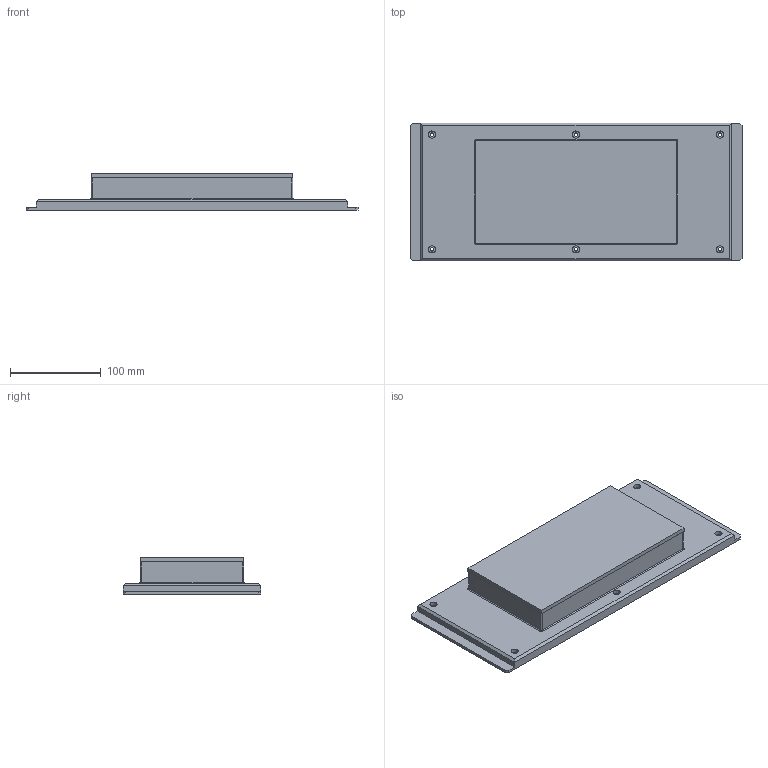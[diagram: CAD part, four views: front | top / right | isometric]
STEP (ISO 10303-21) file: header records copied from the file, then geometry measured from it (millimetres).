
FILE_DESCRIPTION (( 'STEP AP203' ), '1' );
FILE_NAME ('ccp-22.STEP', '2016-06-21T20:24:35', ( '' ), ( '' ), 'SwSTEP 2.0', 'SolidWorks 2016', '' );
FILE_SCHEMA (( 'CONFIG_CONTROL_DESIGN' ));
Length unit declared in the file: inch
Products named in the file (1): ccp-22
Bounding box: 365.76 x 151.64 x 40.26 mm (x, y, z)
Surface area: 168880.7 mm2 (no closed solid volume)
Topology: 0 solids, 11 shells, 194 faces, 648 edges, 452 vertices
Faces by surface type: plane 126, cylinder 48, bspline 20
Entity records: 7375 total; most frequent: CARTESIAN_POINT 2039, ORIENTED_EDGE 1028, DIRECTION 998, EDGE_CURVE 648, VERTEX_POINT 452, VECTOR 352, LINE 352, AXIS2_PLACEMENT_3D 323
